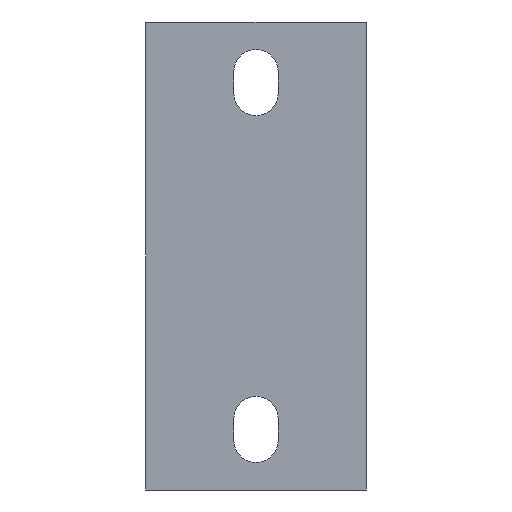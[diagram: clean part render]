
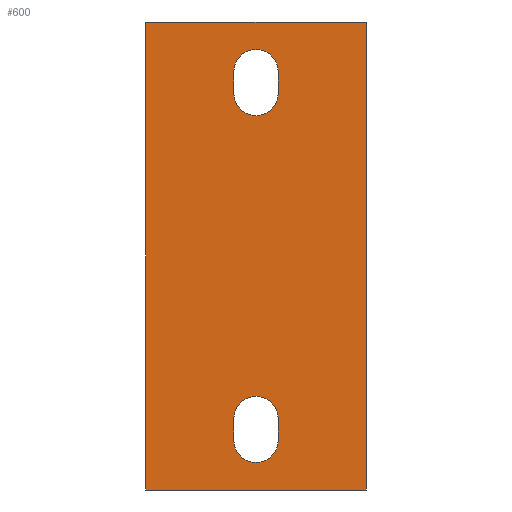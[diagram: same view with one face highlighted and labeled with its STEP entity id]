
A CAD part, front view. The second image highlights one B-rep face of the part: STEP entity #600.
In plain terms, the highlighted planar face has unit normal (0, -1, 0).
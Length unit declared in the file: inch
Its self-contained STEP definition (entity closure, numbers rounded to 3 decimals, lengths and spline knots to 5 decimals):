
#19=FACE_BOUND('',#113,.T.);
#20=FACE_BOUND('',#114,.T.);
#44=PLANE('',#670);
#76=FACE_OUTER_BOUND('',#112,.T.);
#112=EDGE_LOOP('',(#549,#550,#551,#552));
#113=EDGE_LOOP('',(#553,#554,#555,#556));
#114=EDGE_LOOP('',(#557,#558,#559,#560));
#118=LINE('',#852,#182);
#122=LINE('',#864,#186);
#135=LINE('',#900,#199);
#142=LINE('',#915,#206);
#147=LINE('',#928,#211);
#162=LINE('',#969,#226);
#176=LINE('',#1000,#240);
#178=LINE('',#1003,#242);
#182=VECTOR('',#686,0.3937);
#186=VECTOR('',#698,0.3937);
#199=VECTOR('',#733,0.3937);
#206=VECTOR('',#744,0.3937);
#211=VECTOR('',#757,0.3937);
#226=VECTOR('',#796,0.3937);
#240=VECTOR('',#828,0.3937);
#242=VECTOR('',#832,0.3937);
#246=CIRCLE('',#628,0.10075);
#248=CIRCLE('',#632,0.10075);
#253=CIRCLE('',#645,0.10075);
#255=CIRCLE('',#649,0.10075);
#265=VERTEX_POINT('',#849);
#266=VERTEX_POINT('',#851);
#268=VERTEX_POINT('',#857);
#270=VERTEX_POINT('',#863);
#281=VERTEX_POINT('',#897);
#282=VERTEX_POINT('',#899);
#287=VERTEX_POINT('',#912);
#288=VERTEX_POINT('',#914);
#290=VERTEX_POINT('',#920);
#292=VERTEX_POINT('',#926);
#305=VERTEX_POINT('',#966);
#306=VERTEX_POINT('',#968);
#320=EDGE_CURVE('',#266,#265,#118,.T.);
#323=EDGE_CURVE('',#268,#266,#246,.T.);
#326=EDGE_CURVE('',#270,#268,#122,.T.);
#329=EDGE_CURVE('',#265,#270,#248,.T.);
#344=EDGE_CURVE('',#281,#282,#135,.T.);
#351=EDGE_CURVE('',#288,#287,#142,.T.);
#355=EDGE_CURVE('',#287,#290,#253,.T.);
#358=EDGE_CURVE('',#290,#292,#147,.T.);
#360=EDGE_CURVE('',#292,#288,#255,.T.);
#378=EDGE_CURVE('',#305,#306,#162,.T.);
#394=EDGE_CURVE('',#282,#305,#176,.T.);
#396=EDGE_CURVE('',#306,#281,#178,.T.);
#549=ORIENTED_EDGE('',*,*,#378,.F.);
#550=ORIENTED_EDGE('',*,*,#394,.F.);
#551=ORIENTED_EDGE('',*,*,#344,.F.);
#552=ORIENTED_EDGE('',*,*,#396,.F.);
#553=ORIENTED_EDGE('',*,*,#320,.T.);
#554=ORIENTED_EDGE('',*,*,#329,.T.);
#555=ORIENTED_EDGE('',*,*,#326,.T.);
#556=ORIENTED_EDGE('',*,*,#323,.T.);
#557=ORIENTED_EDGE('',*,*,#351,.T.);
#558=ORIENTED_EDGE('',*,*,#355,.T.);
#559=ORIENTED_EDGE('',*,*,#358,.T.);
#560=ORIENTED_EDGE('',*,*,#360,.T.);
#600=ADVANCED_FACE('',(#76,#19,#20),#44,.T.);
#628=AXIS2_PLACEMENT_3D('',#858,#692,#693);
#632=AXIS2_PLACEMENT_3D('',#868,#704,#705);
#645=AXIS2_PLACEMENT_3D('',#922,#751,#752);
#649=AXIS2_PLACEMENT_3D('',#931,#762,#763);
#670=AXIS2_PLACEMENT_3D('',#1005,#835,#836);
#686=DIRECTION('',(0.,0.,-1.));
#692=DIRECTION('center_axis',(0.,1.,0.));
#693=DIRECTION('ref_axis',(1.,0.,0.));
#698=DIRECTION('',(0.,0.,1.));
#704=DIRECTION('center_axis',(0.,1.,0.));
#705=DIRECTION('ref_axis',(-1.,0.,0.));
#733=DIRECTION('',(-1.,0.,0.));
#744=DIRECTION('',(0.,0.,-1.));
#751=DIRECTION('center_axis',(0.,1.,0.));
#752=DIRECTION('ref_axis',(1.,0.,0.));
#757=DIRECTION('',(0.,0.,1.));
#762=DIRECTION('center_axis',(0.,1.,0.));
#763=DIRECTION('ref_axis',(-1.,0.,0.));
#796=DIRECTION('',(1.,0.,0.));
#828=DIRECTION('',(0.,0.,1.));
#832=DIRECTION('',(0.,0.,-1.));
#835=DIRECTION('center_axis',(0.,-1.,0.));
#836=DIRECTION('ref_axis',(0.,0.,-1.));
#849=CARTESIAN_POINT('',(-0.39925,0.,-1.89925));
#851=CARTESIAN_POINT('',(-0.39925,0.,-1.80075));
#852=CARTESIAN_POINT('',(-0.39925,0.,-1.43163));
#857=CARTESIAN_POINT('',(-0.60075,0.,-1.80075));
#858=CARTESIAN_POINT('Origin',(-0.5,0.,-1.80075));
#863=CARTESIAN_POINT('',(-0.60075,0.,-1.89925));
#864=CARTESIAN_POINT('',(-0.60075,0.,-1.48088));
#868=CARTESIAN_POINT('Origin',(-0.5,0.,-1.89925));
#897=CARTESIAN_POINT('',(0.,0.,-2.125));
#899=CARTESIAN_POINT('',(-1.,0.,-2.125));
#900=CARTESIAN_POINT('',(0.,0.,-2.125));
#912=CARTESIAN_POINT('',(-0.39925,0.,-0.32425));
#914=CARTESIAN_POINT('',(-0.39925,0.,-0.22575));
#915=CARTESIAN_POINT('',(-0.39925,0.,-0.69338));
#920=CARTESIAN_POINT('',(-0.60075,0.,-0.32425));
#922=CARTESIAN_POINT('Origin',(-0.5,0.,-0.32425));
#926=CARTESIAN_POINT('',(-0.60075,0.,-0.22575));
#928=CARTESIAN_POINT('',(-0.60075,0.,-0.64413));
#931=CARTESIAN_POINT('Origin',(-0.5,0.,-0.22575));
#966=CARTESIAN_POINT('',(-1.,0.,0.));
#968=CARTESIAN_POINT('',(0.,0.,0.));
#969=CARTESIAN_POINT('',(-1.,0.,0.));
#1000=CARTESIAN_POINT('',(-1.,0.,-2.125));
#1003=CARTESIAN_POINT('',(0.,0.,0.));
#1005=CARTESIAN_POINT('Origin',(-0.5,0.,-1.0625));
